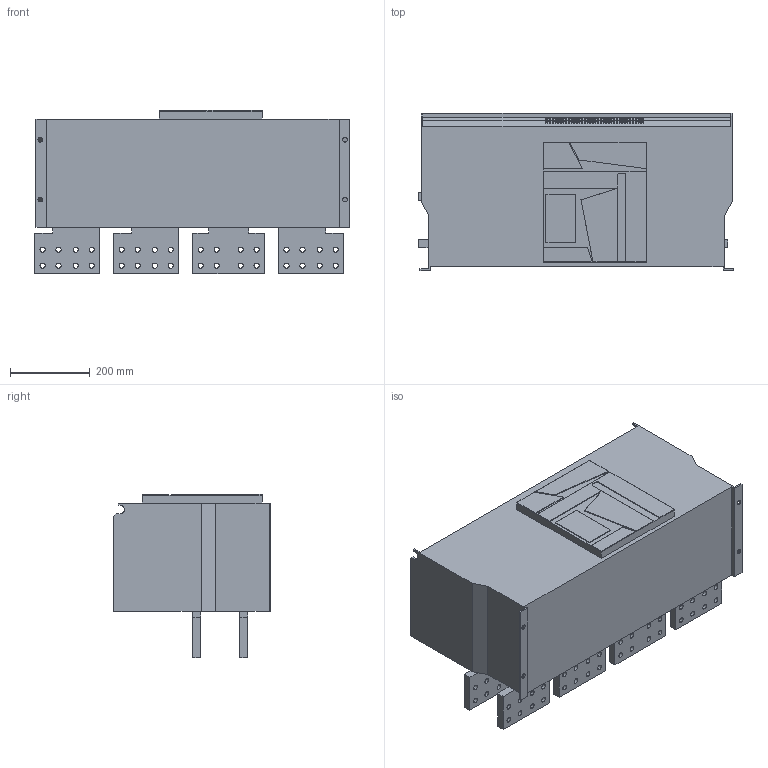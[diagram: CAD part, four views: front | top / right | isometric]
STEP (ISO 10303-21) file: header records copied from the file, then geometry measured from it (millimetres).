
FILE_DESCRIPTION (( 'STEP AP203' ), '1' );
FILE_NAME ('4FG-5000 H.STEP', '2022-12-15T14:39:48', ( '' ), ( '' ), 'SwSTEP 2.0', 'SolidWorks 2022', '' );
FILE_SCHEMA (( 'CONFIG_CONTROL_DESIGN' ));
Length unit declared in the file: millimetre
Products named in the file (1): 4FG-5000 H
Bounding box: 788.5 x 394 x 409 mm (x, y, z)
Volume: 82170529.7 mm3; surface area: 1659384.1 mm2
Topology: 1 solids, 1 shells, 771 faces, 1886 edges, 1251 vertices
Faces by surface type: plane 507, cylinder 264
Entity records: 23021 total; most frequent: DIRECTION 3950, CARTESIAN_POINT 3921, ORIENTED_EDGE 3772, EDGE_CURVE 1886, VECTOR 1358, LINE 1358, AXIS2_PLACEMENT_3D 1296, VERTEX_POINT 1251
